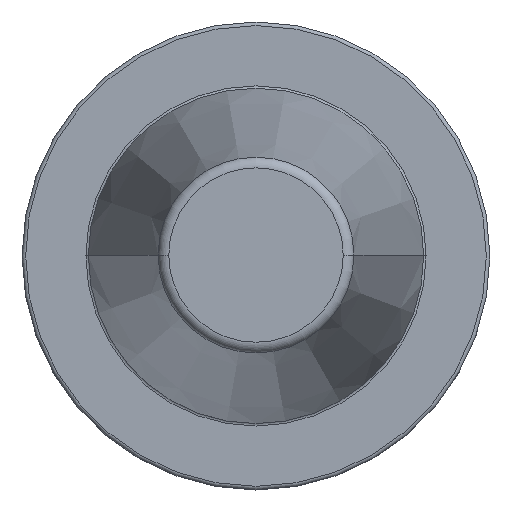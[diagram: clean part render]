
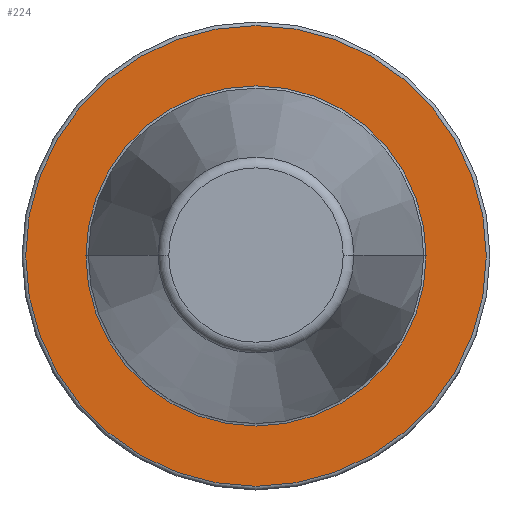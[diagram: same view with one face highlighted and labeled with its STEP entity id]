
A CAD part, top view. The second image highlights one B-rep face of the part: STEP entity #224.
In plain terms, the highlighted planar face has unit normal (0, 0, 1).
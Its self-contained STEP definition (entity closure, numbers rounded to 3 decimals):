
#65=FACE_BOUND('',#387,.T.);
#66=FACE_BOUND('',#388,.T.);
#102=PLANE('',#1437);
#224=ADVANCED_FACE('',(#65,#66),#102,.F.);
#387=EDGE_LOOP('',(#864));
#388=EDGE_LOOP('',(#865,#866));
#864=ORIENTED_EDGE('',*,*,#1191,.T.);
#865=ORIENTED_EDGE('',*,*,#1144,.T.);
#866=ORIENTED_EDGE('',*,*,#1146,.T.);
#981=VERTEX_POINT('',#2230);
#984=VERTEX_POINT('',#2235);
#1012=VERTEX_POINT('',#2327);
#1144=EDGE_CURVE('',#981,#984,#1231,.T.);
#1146=EDGE_CURVE('',#984,#981,#1233,.T.);
#1191=EDGE_CURVE('',#1012,#1012,#1263,.T.);
#1231=CIRCLE('',#1382,35.425);
#1233=CIRCLE('',#1385,35.425);
#1263=CIRCLE('',#1431,47.975);
#1382=AXIS2_PLACEMENT_3D('',#2236,#1667,#1668);
#1385=AXIS2_PLACEMENT_3D('',#2239,#1673,#1674);
#1431=AXIS2_PLACEMENT_3D('',#2328,#1780,#1781);
#1437=AXIS2_PLACEMENT_3D('',#2334,#1792,#1793);
#1667=DIRECTION('',(0.,0.,-1.));
#1668=DIRECTION('',(-1.,0.,0.));
#1673=DIRECTION('',(0.,0.,-1.));
#1674=DIRECTION('',(-1.,0.,0.));
#1780=DIRECTION('',(0.,0.,1.));
#1781=DIRECTION('',(-1.,0.,0.));
#1792=DIRECTION('',(0.,0.,-1.));
#1793=DIRECTION('',(1.,0.,0.));
#2230=CARTESIAN_POINT('',(-35.425,0.,-3.2));
#2235=CARTESIAN_POINT('',(35.425,0.,-3.2));
#2236=CARTESIAN_POINT('',(0.,0.,-3.2));
#2239=CARTESIAN_POINT('',(0.,0.,-3.2));
#2327=CARTESIAN_POINT('',(-47.975,0.,-3.2));
#2328=CARTESIAN_POINT('',(0.,0.,-3.2));
#2334=CARTESIAN_POINT('',(0.,35.425,-3.2));
